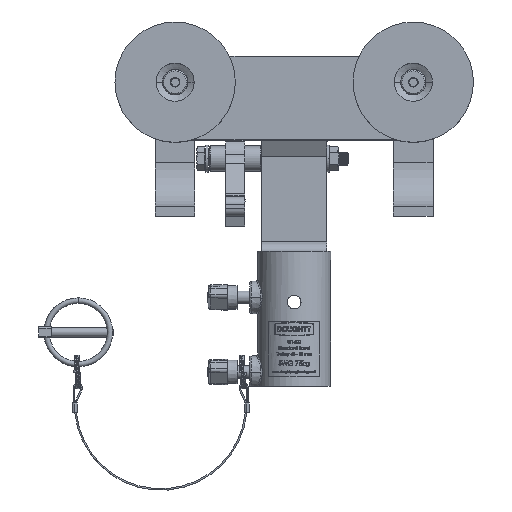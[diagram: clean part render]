
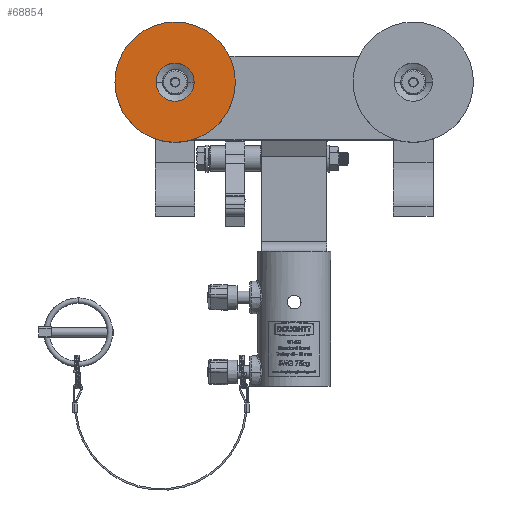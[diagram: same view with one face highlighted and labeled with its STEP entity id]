
A CAD part, top view. The second image highlights one B-rep face of the part: STEP entity #68854.
In plain terms, the highlighted face is planar.
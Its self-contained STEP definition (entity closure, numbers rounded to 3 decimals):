
#11622 = EDGE_CURVE ( 'NONE', #42790, #109498, #15724, .T. ) ;
#15724 = CIRCLE ( 'NONE', #116829, 37.9 ) ;
#17030 = CIRCLE ( 'NONE', #31177, 12. ) ;
#18602 = DIRECTION ( 'NONE',  ( -1., 0., 0. ) ) ;
#25621 = CIRCLE ( 'NONE', #110588, 12. ) ;
#26350 = CARTESIAN_POINT ( 'NONE',  ( -59., 0., 0. ) ) ;
#30790 = ORIENTED_EDGE ( 'NONE', *, *, #108041, .T. ) ;
#31177 = AXIS2_PLACEMENT_3D ( 'NONE', #72776, #18602, #72381 ) ;
#31606 = CARTESIAN_POINT ( 'NONE',  ( -59., -12., 0. ) ) ;
#34390 = DIRECTION ( 'NONE',  ( -1., 0., 0. ) ) ;
#37484 = CARTESIAN_POINT ( 'NONE',  ( -59., 37.9, 0. ) ) ;
#38953 = CARTESIAN_POINT ( 'NONE',  ( -59., 0., 0. ) ) ;
#42790 = VERTEX_POINT ( 'NONE', #37484 ) ;
#42887 = DIRECTION ( 'NONE',  ( -1., 0., 0. ) ) ;
#42931 = VERTEX_POINT ( 'NONE', #31606 ) ;
#46022 = CARTESIAN_POINT ( 'NONE',  ( -59., -37.9, 0. ) ) ;
#46059 = CARTESIAN_POINT ( 'NONE',  ( -59., 12., 0. ) ) ;
#46979 = VERTEX_POINT ( 'NONE', #46059 ) ;
#52432 = EDGE_LOOP ( 'NONE', ( #30790, #86758 ) ) ;
#53205 = DIRECTION ( 'NONE',  ( 0., -1., 0. ) ) ;
#59694 = DIRECTION ( 'NONE',  ( 0., -1., 0. ) ) ;
#64251 = ORIENTED_EDGE ( 'NONE', *, *, #81576, .F. ) ;
#68854 = ADVANCED_FACE ( 'NONE', ( #77834, #89929 ), #69589, .T. ) ;
#69589 = PLANE ( 'NONE',  #79802 ) ;
#70682 = DIRECTION ( 'NONE',  ( -1., 0., 0. ) ) ;
#71318 = AXIS2_PLACEMENT_3D ( 'NONE', #26350, #70682, #53205 ) ;
#72381 = DIRECTION ( 'NONE',  ( 0., -1., 0. ) ) ;
#72776 = CARTESIAN_POINT ( 'NONE',  ( -59., 0., 0. ) ) ;
#75366 = DIRECTION ( 'NONE',  ( -1., 0., 0. ) ) ;
#77834 = FACE_BOUND ( 'NONE', #111946, .T. ) ;
#79802 = AXIS2_PLACEMENT_3D ( 'NONE', #115361, #34390, #59694 ) ;
#80479 = CARTESIAN_POINT ( 'NONE',  ( -59., 0., 0. ) ) ;
#81576 = EDGE_CURVE ( 'NONE', #46979, #42931, #25621, .T. ) ;
#82260 = EDGE_CURVE ( 'NONE', #42931, #46979, #17030, .T. ) ;
#86758 = ORIENTED_EDGE ( 'NONE', *, *, #11622, .T. ) ;
#89527 = DIRECTION ( 'NONE',  ( 0., -1., 0. ) ) ;
#89929 = FACE_OUTER_BOUND ( 'NONE', #52432, .T. ) ;
#99608 = ORIENTED_EDGE ( 'NONE', *, *, #82260, .F. ) ;
#102208 = DIRECTION ( 'NONE',  ( 0., -1., 0. ) ) ;
#108041 = EDGE_CURVE ( 'NONE', #109498, #42790, #113517, .T. ) ;
#109498 = VERTEX_POINT ( 'NONE', #46022 ) ;
#110588 = AXIS2_PLACEMENT_3D ( 'NONE', #80479, #42887, #89527 ) ;
#111946 = EDGE_LOOP ( 'NONE', ( #99608, #64251 ) ) ;
#113517 = CIRCLE ( 'NONE', #71318, 37.9 ) ;
#115361 = CARTESIAN_POINT ( 'NONE',  ( -59., 0., 0. ) ) ;
#116829 = AXIS2_PLACEMENT_3D ( 'NONE', #38953, #75366, #102208 ) ;
